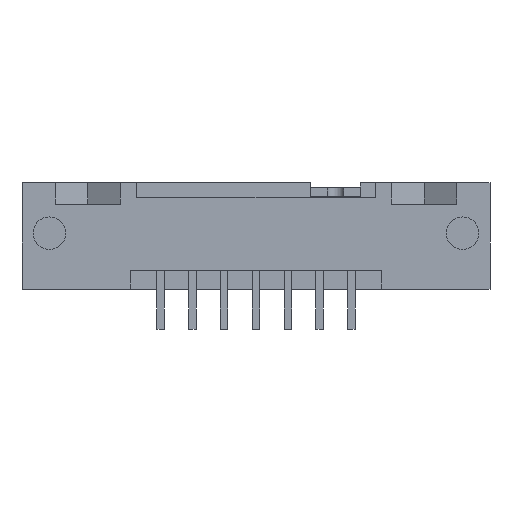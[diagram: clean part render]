
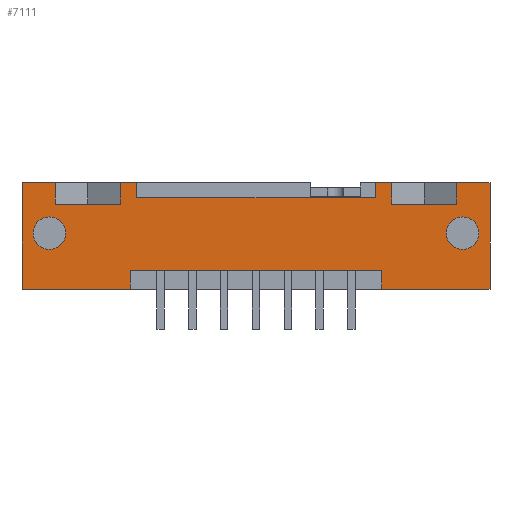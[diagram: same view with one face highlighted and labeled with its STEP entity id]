
A CAD part, front view. The second image highlights one B-rep face of the part: STEP entity #7111.
In plain terms, the highlighted planar face has unit normal (0, -1, 0).
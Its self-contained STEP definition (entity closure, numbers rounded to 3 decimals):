
#5445=CARTESIAN_POINT('',(16.06,-2.324,6.8));
#5446=VERTEX_POINT('',#5445);
#5455=CARTESIAN_POINT('',(16.06,-2.324,8.5));
#5456=VERTEX_POINT('',#5455);
#5457=CARTESIAN_POINT('',(16.06,-2.324,7.65));
#5458=DIRECTION('',(0.0,0.0,1.0));
#5459=VECTOR('',#5458,1.0);
#5460=LINE('',#5457,#5459);
#5461=EDGE_CURVE('n� 1955',#5446,#5456,#5460,.T.);
#5547=CARTESIAN_POINT('',(10.86,-2.324,6.8));
#5548=VERTEX_POINT('',#5547);
#5556=CARTESIAN_POINT('',(10.86,-2.324,8.5));
#5557=VERTEX_POINT('',#5556);
#5564=CARTESIAN_POINT('',(10.86,-2.324,7.65));
#5565=DIRECTION('',(0.0,0.0,-1.0));
#5566=VECTOR('',#5565,1.0);
#5567=LINE('',#5564,#5566);
#5568=EDGE_CURVE('n� 1894',#5557,#5548,#5567,.T.);
#5764=CARTESIAN_POINT('',(10.04,-2.324,1.48));
#5765=VERTEX_POINT('',#5764);
#5780=CARTESIAN_POINT('',(10.04,-2.324,-0.0));
#5781=VERTEX_POINT('',#5780);
#5788=CARTESIAN_POINT('',(10.04,-2.324,0.74));
#5789=DIRECTION('',(-0.0,0.0,1.0));
#5790=VECTOR('',#5789,1.0);
#5791=LINE('',#5788,#5790);
#5792=EDGE_CURVE('n� 1700',#5781,#5765,#5791,.T.);
#5804=CARTESIAN_POINT('',(-10.04,-2.324,0.0));
#5805=VERTEX_POINT('',#5804);
#5820=CARTESIAN_POINT('',(-10.04,-2.324,1.48));
#5821=VERTEX_POINT('',#5820);
#5828=CARTESIAN_POINT('',(-10.04,-2.324,0.74));
#5829=DIRECTION('',(0.0,0.0,-1.0));
#5830=VECTOR('',#5829,1.0);
#5831=LINE('',#5828,#5830);
#5832=EDGE_CURVE('n� 1679',#5821,#5805,#5831,.T.);
#5996=CARTESIAN_POINT('',(9.54,-2.324,8.5));
#5997=VERTEX_POINT('',#5996);
#6012=CARTESIAN_POINT('',(9.54,-2.324,7.3));
#6013=VERTEX_POINT('',#6012);
#6020=CARTESIAN_POINT('',(9.54,-2.324,7.9));
#6021=DIRECTION('',(0.0,0.0,1.0));
#6022=VECTOR('',#6021,1.0);
#6023=LINE('',#6020,#6022);
#6024=EDGE_CURVE('n� 1498',#6013,#5997,#6023,.T.);
#6383=CARTESIAN_POINT('',(18.7,-2.324,8.5));
#6384=VERTEX_POINT('',#6383);
#6391=CARTESIAN_POINT('',(18.7,-2.324,0.0));
#6392=VERTEX_POINT('',#6391);
#6393=CARTESIAN_POINT('',(18.7,-2.324,4.25));
#6394=DIRECTION('',(0.0,0.0,1.0));
#6395=VECTOR('',#6394,1.0);
#6396=LINE('',#6393,#6395);
#6397=EDGE_CURVE('n� 361',#6392,#6384,#6396,.T.);
#6424=CARTESIAN_POINT('',(0.,-2.324,8.5));
#6425=DIRECTION('',(1.0,0.0,0.0));
#6426=VECTOR('',#6425,1.0);
#6427=LINE('',#6424,#6426);
#6428=EDGE_CURVE('n� 1054',#5997,#5557,#6427,.T.);
#6434=CARTESIAN_POINT('',(0.,-2.324,8.5));
#6435=DIRECTION('',(-1.0,0.0,0.0));
#6436=VECTOR('',#6435,1.0);
#6437=LINE('',#6434,#6436);
#6438=EDGE_CURVE('n� 360',#6384,#5456,#6437,.T.);
#6456=CARTESIAN_POINT('',(0.,-2.324,6.8));
#6457=DIRECTION('',(-1.0,0.0,-0.0));
#6458=VECTOR('',#6457,1.0);
#6459=LINE('',#6456,#6458);
#6460=EDGE_CURVE('n� 358',#5446,#5548,#6459,.T.);
#6478=CARTESIAN_POINT('',(0.,-2.324,0.0));
#6479=DIRECTION('',(1.0,-0.0,0.0));
#6480=VECTOR('',#6479,1.0);
#6481=LINE('',#6478,#6480);
#6482=EDGE_CURVE('n� 362',#5781,#6392,#6481,.T.);
#6487=CARTESIAN_POINT('',(-18.7,-2.324,-0.0));
#6488=VERTEX_POINT('',#6487);
#6489=CARTESIAN_POINT('',(0.,-2.324,0.0));
#6490=DIRECTION('',(1.0,0.0,0.0));
#6491=VECTOR('',#6490,1.0);
#6492=LINE('',#6489,#6491);
#6493=EDGE_CURVE('n� 346',#6488,#5805,#6492,.T.);
#6618=CARTESIAN_POINT('',(0.,-2.324,1.48));
#6619=DIRECTION('',(1.0,0.0,0.0));
#6620=VECTOR('',#6619,1.0);
#6621=LINE('',#6618,#6620);
#6622=EDGE_CURVE('n� 344',#5821,#5765,#6621,.T.);
#6635=CARTESIAN_POINT('',(-16.51,-2.324,5.77));
#6636=VERTEX_POINT('',#6635);
#6637=CARTESIAN_POINT('',(-16.51,-2.324,4.47));
#6638=DIRECTION('',(0.0,1.0,0.0));
#6639=DIRECTION('',(0.0,-0.0,1.0));
#6640=AXIS2_PLACEMENT_3D('',#6637,#6638,#6639);
#6641=CIRCLE('',#6640,1.3);
#6642=EDGE_CURVE('n� 343',#6636,#6636,#6641,.T.);
#6655=CARTESIAN_POINT('',(16.51,-2.324,5.77));
#6656=VERTEX_POINT('',#6655);
#6657=CARTESIAN_POINT('',(16.51,-2.324,4.47));
#6658=DIRECTION('',(0.0,1.0,0.0));
#6659=DIRECTION('',(0.0,-0.0,1.0));
#6660=AXIS2_PLACEMENT_3D('',#6657,#6658,#6659);
#6661=CIRCLE('',#6660,1.3);
#6662=EDGE_CURVE('n� 342',#6656,#6656,#6661,.T.);
#6675=CARTESIAN_POINT('',(-16.06,-2.324,6.8));
#6676=VERTEX_POINT('',#6675);
#6685=CARTESIAN_POINT('',(-10.86,-2.324,6.8));
#6686=VERTEX_POINT('',#6685);
#6687=CARTESIAN_POINT('',(0.,-2.324,6.8));
#6688=DIRECTION('',(-1.0,0.0,-0.0));
#6689=VECTOR('',#6688,1.0);
#6690=LINE('',#6687,#6689);
#6691=EDGE_CURVE('n� 350',#6686,#6676,#6690,.T.);
#6732=CARTESIAN_POINT('',(-9.54,-2.324,7.3));
#6733=VERTEX_POINT('',#6732);
#6740=CARTESIAN_POINT('',(0.,-2.324,7.3));
#6741=DIRECTION('',(-1.0,0.0,-0.0));
#6742=VECTOR('',#6741,1.0);
#6743=LINE('',#6740,#6742);
#6744=EDGE_CURVE('n� 354',#6013,#6733,#6743,.T.);
#7023=CARTESIAN_POINT('',(-18.7,-2.324,8.5));
#7024=VERTEX_POINT('',#7023);
#7033=CARTESIAN_POINT('',(-18.7,-2.324,4.25));
#7034=DIRECTION('',(0.0,0.0,-1.0));
#7035=VECTOR('',#7034,1.0);
#7036=LINE('',#7033,#7035);
#7037=EDGE_CURVE('n� 347',#7024,#6488,#7036,.T.);
#7047=ORIENTED_EDGE('',*,*,#6662,.T.);
#7048=EDGE_LOOP('',(#7047));
#7049=FACE_OUTER_BOUND('',#7048,.T.);
#7050=ORIENTED_EDGE('',*,*,#6642,.T.);
#7051=EDGE_LOOP('',(#7050));
#7052=FACE_BOUND('',#7051,.T.);
#7053=ORIENTED_EDGE('',*,*,#5832,.F.);
#7054=ORIENTED_EDGE('',*,*,#6622,.T.);
#7055=ORIENTED_EDGE('',*,*,#5792,.F.);
#7056=ORIENTED_EDGE('',*,*,#6482,.T.);
#7057=ORIENTED_EDGE('',*,*,#6397,.T.);
#7058=ORIENTED_EDGE('',*,*,#6438,.T.);
#7059=ORIENTED_EDGE('',*,*,#5461,.F.);
#7060=ORIENTED_EDGE('',*,*,#6460,.T.);
#7061=ORIENTED_EDGE('',*,*,#5568,.F.);
#7062=ORIENTED_EDGE('',*,*,#6428,.F.);
#7063=ORIENTED_EDGE('',*,*,#6024,.F.);
#7064=ORIENTED_EDGE('',*,*,#6744,.T.);
#7065=CARTESIAN_POINT('',(-9.54,-2.324,8.5));
#7066=VERTEX_POINT('',#7065);
#7067=CARTESIAN_POINT('',(-9.54,-2.324,7.9));
#7068=DIRECTION('',(0.0,0.0,-1.0));
#7069=VECTOR('',#7068,1.0);
#7070=LINE('',#7067,#7069);
#7071=EDGE_CURVE('n� 237',#7066,#6733,#7070,.T.);
#7072=ORIENTED_EDGE('',*,*,#7071,.F.);
#7073=CARTESIAN_POINT('',(-10.86,-2.324,8.5));
#7074=VERTEX_POINT('',#7073);
#7075=CARTESIAN_POINT('',(0.,-2.324,8.5));
#7076=DIRECTION('',(-1.0,0.0,0.0));
#7077=VECTOR('',#7076,1.0);
#7078=LINE('',#7075,#7077);
#7079=EDGE_CURVE('n� 352',#7066,#7074,#7078,.T.);
#7080=ORIENTED_EDGE('',*,*,#7079,.T.);
#7081=CARTESIAN_POINT('',(-10.86,-2.324,7.65));
#7082=DIRECTION('',(0.0,0.0,1.0));
#7083=VECTOR('',#7082,1.0);
#7084=LINE('',#7081,#7083);
#7085=EDGE_CURVE('n� 257',#6686,#7074,#7084,.T.);
#7086=ORIENTED_EDGE('',*,*,#7085,.F.);
#7087=ORIENTED_EDGE('',*,*,#6691,.T.);
#7088=CARTESIAN_POINT('',(-16.06,-2.324,8.5));
#7089=VERTEX_POINT('',#7088);
#7090=CARTESIAN_POINT('',(-16.06,-2.324,7.65));
#7091=DIRECTION('',(0.0,0.0,-1.0));
#7092=VECTOR('',#7091,1.0);
#7093=LINE('',#7090,#7092);
#7094=EDGE_CURVE('n� 322',#7089,#6676,#7093,.T.);
#7095=ORIENTED_EDGE('',*,*,#7094,.F.);
#7096=CARTESIAN_POINT('',(0.,-2.324,8.5));
#7097=DIRECTION('',(1.0,0.0,0.0));
#7098=VECTOR('',#7097,1.0);
#7099=LINE('',#7096,#7098);
#7100=EDGE_CURVE('n� 77',#7024,#7089,#7099,.T.);
#7101=ORIENTED_EDGE('',*,*,#7100,.F.);
#7102=ORIENTED_EDGE('',*,*,#7037,.T.);
#7103=ORIENTED_EDGE('',*,*,#6493,.T.);
#7104=EDGE_LOOP('',(
    #7053,#7054,#7055,#7056,#7057,#7058,#7059,#7060,#7061,#7062,
    #7063,#7064,#7072,#7080,#7086,#7087,#7095,#7101,#7102,#7103));
#7105=FACE_BOUND('',#7104,.T.);
#7106=CARTESIAN_POINT('',(-18.7,-2.324,0.0));
#7107=DIRECTION('',(0.0,-1.0,0.0));
#7108=DIRECTION('',(1.0,0.0,0.0));
#7109=AXIS2_PLACEMENT_3D('',#7106,#7107,#7108);
#7110=PLANE('',#7109);
#7111=ADVANCED_FACE('n� 337',(#7049,#7052,#7105),#7110,.T.);
